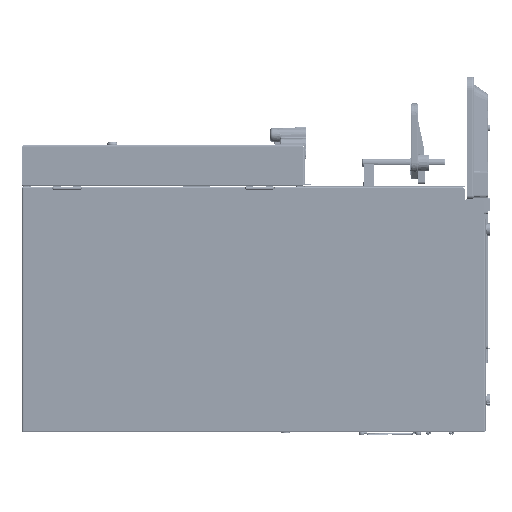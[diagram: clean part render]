
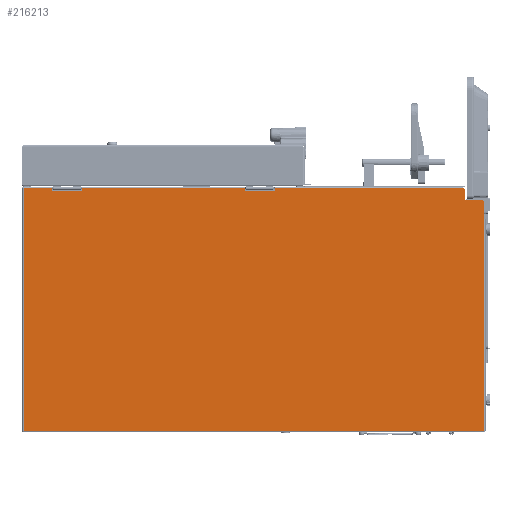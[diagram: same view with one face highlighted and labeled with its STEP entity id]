
A CAD part, left-side view. The second image highlights one B-rep face of the part: STEP entity #216213.
In plain terms, the highlighted planar face has unit normal (-1, 0, 0).
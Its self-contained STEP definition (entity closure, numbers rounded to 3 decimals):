
#12498=CIRCLE($,#230583,0.02);
#12500=CIRCLE($,#230587,0.02);
#12502=CIRCLE($,#230591,0.02);
#12504=CIRCLE($,#230595,0.02);
#12551=CIRCLE($,#230693,0.079);
#12552=CIRCLE($,#230694,0.079);
#12553=CIRCLE($,#230695,0.079);
#24754=LINE($,#418538,#41189);
#24758=LINE($,#418549,#41193);
#24762=LINE($,#418562,#41197);
#24766=LINE($,#418574,#41201);
#24870=LINE($,#418857,#41305);
#24879=LINE($,#418877,#41314);
#24880=LINE($,#418879,#41315);
#24881=LINE($,#418881,#41316);
#24882=LINE($,#418883,#41317);
#24883=LINE($,#418885,#41318);
#24884=LINE($,#418887,#41319);
#24885=LINE($,#418889,#41320);
#24886=LINE($,#418893,#41321);
#24887=LINE($,#418897,#41322);
#24888=LINE($,#418901,#41323);
#24889=LINE($,#418902,#41324);
#41189=VECTOR($,#265754,1.693);
#41193=VECTOR($,#265766,0.118);
#41197=VECTOR($,#265778,1.693);
#41201=VECTOR($,#265790,0.118);
#41305=VECTOR($,#266070,0.118);
#41314=VECTOR($,#266093,9.366);
#41315=VECTOR($,#266094,0.118);
#41316=VECTOR($,#266095,1.634);
#41317=VECTOR($,#266096,13.976);
#41318=VECTOR($,#266097,26.535);
#41319=VECTOR($,#266098,12.22);
#41320=VECTOR($,#266099,0.988);
#41321=VECTOR($,#266102,0.925);
#41322=VECTOR($,#266105,0.531);
#41323=VECTOR($,#266108,0.02);
#41324=VECTOR($,#266109,10.89);
#51546=PLANE($,#230692);
#61499=FACE_OUTER_BOUND($,#73299,.T.);
#73299=EDGE_LOOP($,(#166643,#166644,#166645,#166646,#166647,#166648,#166649,
#166650,#166651,#166652,#166653,#166654,#166655,#166656,#166657,#166658,
#166659,#166660,#166661,#166662,#166663,#166664,#166665));
#92395=VERTEX_POINT($,#418174);
#92535=VERTEX_POINT($,#418528);
#92536=VERTEX_POINT($,#418529);
#92539=VERTEX_POINT($,#418537);
#92541=VERTEX_POINT($,#418543);
#92543=VERTEX_POINT($,#418552);
#92544=VERTEX_POINT($,#418553);
#92547=VERTEX_POINT($,#418561);
#92549=VERTEX_POINT($,#418567);
#92551=VERTEX_POINT($,#418573);
#92642=VERTEX_POINT($,#418855);
#92647=VERTEX_POINT($,#418878);
#92648=VERTEX_POINT($,#418880);
#92649=VERTEX_POINT($,#418882);
#92650=VERTEX_POINT($,#418884);
#92651=VERTEX_POINT($,#418886);
#92652=VERTEX_POINT($,#418888);
#92653=VERTEX_POINT($,#418890);
#92654=VERTEX_POINT($,#418892);
#92655=VERTEX_POINT($,#418894);
#92656=VERTEX_POINT($,#418896);
#92657=VERTEX_POINT($,#418898);
#92658=VERTEX_POINT($,#418900);
#118627=EDGE_CURVE($,#92535,#92536,#12498,.T.);
#118631=EDGE_CURVE($,#92539,#92536,#24754,.T.);
#118634=EDGE_CURVE($,#92539,#92541,#12500,.T.);
#118637=EDGE_CURVE($,#92395,#92541,#24758,.T.);
#118639=EDGE_CURVE($,#92543,#92544,#12502,.T.);
#118643=EDGE_CURVE($,#92547,#92544,#24762,.T.);
#118646=EDGE_CURVE($,#92547,#92549,#12504,.T.);
#118649=EDGE_CURVE($,#92551,#92549,#24766,.T.);
#118796=EDGE_CURVE($,#92543,#92642,#24870,.T.);
#118807=EDGE_CURVE($,#92395,#92642,#24879,.T.);
#118808=EDGE_CURVE($,#92535,#92647,#24880,.T.);
#118809=EDGE_CURVE($,#92648,#92647,#24881,.T.);
#118810=EDGE_CURVE($,#92649,#92648,#24882,.T.);
#118811=EDGE_CURVE($,#92650,#92649,#24883,.T.);
#118812=EDGE_CURVE($,#92651,#92650,#24884,.T.);
#118813=EDGE_CURVE($,#92652,#92651,#24885,.T.);
#118814=EDGE_CURVE($,#92652,#92653,#12551,.T.);
#118815=EDGE_CURVE($,#92654,#92653,#24886,.T.);
#118816=EDGE_CURVE($,#92654,#92655,#12552,.T.);
#118817=EDGE_CURVE($,#92656,#92655,#24887,.T.);
#118818=EDGE_CURVE($,#92657,#92656,#12553,.T.);
#118819=EDGE_CURVE($,#92658,#92657,#24888,.T.);
#118820=EDGE_CURVE($,#92551,#92658,#24889,.T.);
#166643=ORIENTED_EDGE($,*,*,#118649,.T.);
#166644=ORIENTED_EDGE($,*,*,#118646,.F.);
#166645=ORIENTED_EDGE($,*,*,#118643,.T.);
#166646=ORIENTED_EDGE($,*,*,#118639,.F.);
#166647=ORIENTED_EDGE($,*,*,#118796,.T.);
#166648=ORIENTED_EDGE($,*,*,#118807,.F.);
#166649=ORIENTED_EDGE($,*,*,#118637,.T.);
#166650=ORIENTED_EDGE($,*,*,#118634,.F.);
#166651=ORIENTED_EDGE($,*,*,#118631,.T.);
#166652=ORIENTED_EDGE($,*,*,#118627,.F.);
#166653=ORIENTED_EDGE($,*,*,#118808,.T.);
#166654=ORIENTED_EDGE($,*,*,#118809,.F.);
#166655=ORIENTED_EDGE($,*,*,#118810,.F.);
#166656=ORIENTED_EDGE($,*,*,#118811,.F.);
#166657=ORIENTED_EDGE($,*,*,#118812,.F.);
#166658=ORIENTED_EDGE($,*,*,#118813,.F.);
#166659=ORIENTED_EDGE($,*,*,#118814,.T.);
#166660=ORIENTED_EDGE($,*,*,#118815,.F.);
#166661=ORIENTED_EDGE($,*,*,#118816,.T.);
#166662=ORIENTED_EDGE($,*,*,#118817,.F.);
#166663=ORIENTED_EDGE($,*,*,#118818,.F.);
#166664=ORIENTED_EDGE($,*,*,#118819,.F.);
#166665=ORIENTED_EDGE($,*,*,#118820,.F.);
#216213=ADVANCED_FACE($,(#61499),#51546,.F.);
#230583=AXIS2_PLACEMENT_3D($,#418530,#265746,#265747);
#230587=AXIS2_PLACEMENT_3D($,#418544,#265759,#265760);
#230591=AXIS2_PLACEMENT_3D($,#418554,#265770,#265771);
#230595=AXIS2_PLACEMENT_3D($,#418568,#265783,#265784);
#230692=AXIS2_PLACEMENT_3D($,#418876,#266091,#266092);
#230693=AXIS2_PLACEMENT_3D($,#418891,#266100,#266101);
#230694=AXIS2_PLACEMENT_3D($,#418895,#266103,#266104);
#230695=AXIS2_PLACEMENT_3D($,#418899,#266106,#266107);
#265746=DIRECTION('center_axis',(-1.,0.,0.));
#265747=DIRECTION('ref_axis',(0.,0.707,-0.707));
#265754=DIRECTION($,(0.,1.,0.));
#265759=DIRECTION('center_axis',(-1.,0.,0.));
#265760=DIRECTION('ref_axis',(0.,-0.707,
-0.707));
#265766=DIRECTION($,(0.,0.,-1.));
#265770=DIRECTION('center_axis',(-1.,0.,0.));
#265771=DIRECTION('ref_axis',(0.,0.707,-0.707));
#265778=DIRECTION($,(0.,1.,0.));
#265783=DIRECTION('center_axis',(-1.,0.,0.));
#265784=DIRECTION('ref_axis',(0.,-0.707,
-0.707));
#265790=DIRECTION($,(0.,0.,-1.));
#266070=DIRECTION($,(0.,0.,1.));
#266091=DIRECTION('center_axis',(1.,0.,0.));
#266092=DIRECTION('ref_axis',(0.,0.,
-1.));
#266093=DIRECTION($,(0.,-1.,0.));
#266094=DIRECTION($,(0.,0.,1.));
#266095=DIRECTION($,(0.,-1.,0.));
#266096=DIRECTION($,(0.,0.,1.));
#266097=DIRECTION($,(0.,1.,0.));
#266098=DIRECTION($,(0.,0.,-1.));
#266099=DIRECTION($,(0.,0.,-1.));
#266100=DIRECTION('center_axis',(-1.,0.,0.));
#266101=DIRECTION('ref_axis',(0.,-0.707,
0.707));
#266102=DIRECTION($,(0.,-1.,0.));
#266103=DIRECTION('center_axis',(1.,0.,0.));
#266104=DIRECTION('ref_axis',(0.,0.707,-0.707));
#266105=DIRECTION($,(0.,0.,-1.));
#266106=DIRECTION('center_axis',(1.,0.,0.));
#266107=DIRECTION('ref_axis',(0.,0.,
1.));
#266108=DIRECTION($,(0.,-1.,0.));
#266109=DIRECTION($,(0.,-1.,0.));
#418174=CARTESIAN_POINT('',(-7.614,22.062,6.03));
#418528=CARTESIAN_POINT('',(-7.614,23.794,5.911));
#418529=CARTESIAN_POINT('',(-7.614,23.774,5.892));
#418530=CARTESIAN_POINT('Origin',(-7.614,23.774,5.911));
#418537=CARTESIAN_POINT('',(-7.614,22.081,5.892));
#418538=CARTESIAN_POINT($,(-7.614,17.977,5.892));
#418543=CARTESIAN_POINT('',(-7.614,22.062,5.911));
#418544=CARTESIAN_POINT('Origin',(-7.614,22.081,5.911));
#418549=CARTESIAN_POINT($,(-7.614,22.062,2.467));
#418552=CARTESIAN_POINT('',(-7.614,12.695,5.911));
#418553=CARTESIAN_POINT('',(-7.614,12.676,5.892));
#418554=CARTESIAN_POINT('Origin',(-7.614,12.676,5.911));
#418561=CARTESIAN_POINT('',(-7.614,10.983,5.892));
#418562=CARTESIAN_POINT($,(-7.614,12.428,5.892));
#418567=CARTESIAN_POINT('',(-7.614,10.963,5.911));
#418568=CARTESIAN_POINT('Origin',(-7.614,10.983,5.911));
#418573=CARTESIAN_POINT('',(-7.614,10.963,6.03));
#418574=CARTESIAN_POINT($,(-7.614,10.963,2.467));
#418855=CARTESIAN_POINT('',(-7.614,12.695,6.03));
#418857=CARTESIAN_POINT($,(-7.614,12.695,2.535));
#418876=CARTESIAN_POINT('Origin',(-7.614,12.16,-0.959));
#418877=CARTESIAN_POINT($,(-7.614,18.794,6.03));
#418878=CARTESIAN_POINT('',(-7.614,23.794,6.03));
#418879=CARTESIAN_POINT($,(-7.614,23.794,2.535));
#418880=CARTESIAN_POINT('',(-7.614,25.428,6.03));
#418881=CARTESIAN_POINT($,(-7.614,18.794,6.03));
#418882=CARTESIAN_POINT('',(-7.614,25.428,-7.947));
#418883=CARTESIAN_POINT($,(-7.614,25.428,-4.502));
#418884=CARTESIAN_POINT('',(-7.614,-1.108,-7.947));
#418885=CARTESIAN_POINT($,(-7.614,5.477,-7.947));
#418886=CARTESIAN_POINT('',(-7.614,-1.108,4.274));
#418887=CARTESIAN_POINT($,(-7.614,-1.108,2.535));
#418888=CARTESIAN_POINT('',(-7.614,-1.108,5.262));
#418889=CARTESIAN_POINT($,(-7.614,-1.108,2.535));
#418890=CARTESIAN_POINT('',(-7.614,-1.029,5.341));
#418891=CARTESIAN_POINT('Origin',(-7.614,-1.029,5.262));
#418892=CARTESIAN_POINT('',(-7.614,-0.104,5.341));
#418893=CARTESIAN_POINT($,(-7.614,6.117,5.341));
#418894=CARTESIAN_POINT('',(-7.614,-0.025,5.419));
#418895=CARTESIAN_POINT('Origin',(-7.614,-0.104,
5.419));
#418896=CARTESIAN_POINT('',(-7.614,-0.025,5.951));
#418897=CARTESIAN_POINT($,(-7.614,-0.025,5.951));
#418898=CARTESIAN_POINT('',(-7.614,0.054,6.03));
#418899=CARTESIAN_POINT('Origin',(-7.614,0.054,
5.951));
#418900=CARTESIAN_POINT('',(-7.614,0.073,6.03));
#418901=CARTESIAN_POINT($,(-7.614,0.073,6.03));
#418902=CARTESIAN_POINT($,(-7.614,18.794,6.03));
